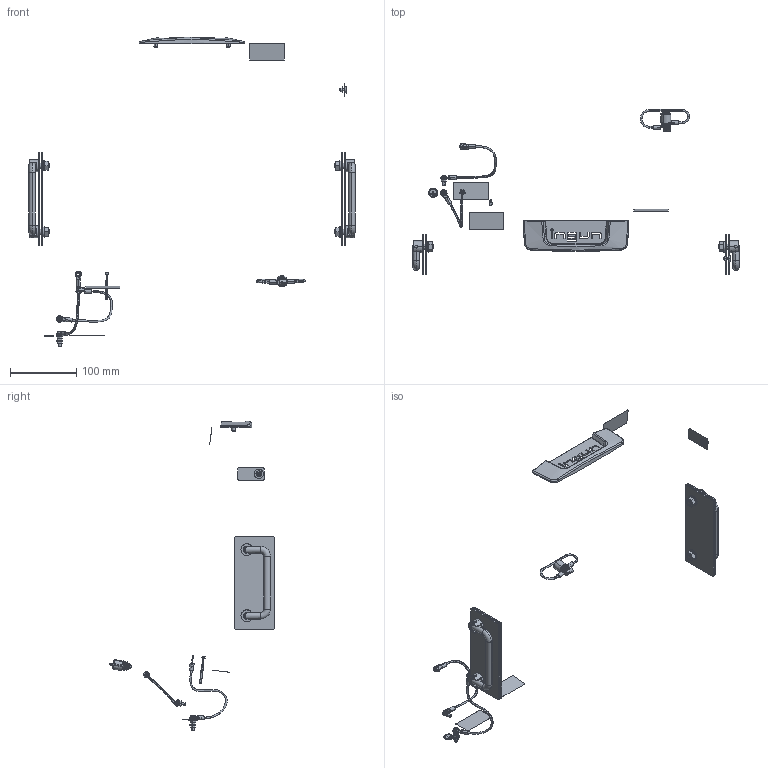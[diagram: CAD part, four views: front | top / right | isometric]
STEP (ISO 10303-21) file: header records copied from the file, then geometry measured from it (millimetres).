
FILE_DESCRIPTION (( 'STEP AP214' ), '1' );
FILE_NAME ('33482~7.STEP', '2020-06-10T12:34:05', ( '' ), ( '' ), 'SwSTEP 2.0', 'SolidWorks 2018', '' );
FILE_SCHEMA (( 'AUTOMOTIVE_DESIGN' ));
Length unit declared in the file: millimetre
Products named in the file (42): 33482~7; 14849_06~0_S; 18616~0_S; GKS-414-0007~-g-k-s_S; 48212~0_S; 47715~0_FB-ESD-MAxxxx<S>; ISO7380~n_M04,0x006; 46893~0_S; 48215~2_S; KS-113-Master~-k-s_KS-113 23; 14849_05~0_S; 48214~0_S; 9286~0; 46224~0_ESD-SET <S>; 19057-01~0; DIN934~n_M03,0; DS-103-Master~-d-s_DS-103 03; ISO7380~n_M04,0x012; 46224~0_ESD Parkposition<S>; 15149~0_S; 37675~0_S; 3283~0; 19057_03~0; DIN7991~n_M03,0x012; 48213~0_S; ISO7380~n_M03,0x008; 15152~0_S; 41841~0_S; 14849_02~0_S; 19141~0_S; 3381~0; DIN125~n_04,3 M04,0; 46224~0_ESD-SET2<S>; 19057_04~0; DIN934~n_M04,0; 39551~0_S; DIN7991~n_M03,0x008 VA; 19057~0_f〉 Zahnscheibe und Kabelschuh vorne mit Distanz<Standard>; 5015~0; 109768~0_mit_Loch<S> ...
Assembly tree (67 placements, depth 4):
  33482~7
    GKS-414-0007~-g-k-s_S
    KS-113-Master~-k-s_KS-113 23
    DS-103-Master~-d-s_DS-103 03
    5015~0  x3
    DIN912~n_M04,0x020
    DIN125~n_04,3 M04,0  x3
    DIN934~n_M04,0  x4
    37675~0_S
    41841~0_S
    48215~2_S
      48214~0_S
      48212~0_S
      48213~0_S
      DIN7991~n_M03,0x008 VA
      DIN7991~n_M03,0x012
      3283~0
      46224~0_ESD Parkposition<S>
        19141~0_S  x2
        14849_02~0_S
      18616~0_S
      15152~0_S
    15149~0_S  x4
    ISO7380~n_M04,0x006
    46224~0_ESD-SET <S>
      19141~0_S  x2
      14849_05~0_S
    ISO7380~n_M04,0x012
    3381~0
    39551~0_S  x4
    46224~0_ESD-SET2<S>
      19141~0_S  x2
      14849_06~0_S
    109768~0_mit_Loch<S>
    48212~0_S
    ISO7380~n_M03,0x008
    9286~0
    DIN934~n_M03,0
    47715~0_FB-ESD-MAxxxx<S>
      19057~0_f〉 Zahnscheibe und Kabelschuh vorne mit Distanz<Standard>  x2
        19057-01~0
        K_28778_02~0
        19057_03~0
        19057_04~0
      46893~0_S  x4
Bounding box: 493.6 x 249.96 x 468.58 mm (x, y, z)
Volume: 139942.1 mm3; surface area: 137668.6 mm2
Topology: 83 solids, 83 shells, 1591 faces, 3972 edges, 2565 vertices
Faces by surface type: plane 657, cylinder 639, cone 182, bspline 79, torus 32, sphere 2
Entity records: 36151 total; most frequent: CARTESIAN_POINT 13405, DIRECTION 4324, ORIENTED_EDGE 4248, EDGE_CURVE 2124, AXIS2_PLACEMENT_3D 1681, VERTEX_POINT 1372, VECTOR 962, LINE 962
